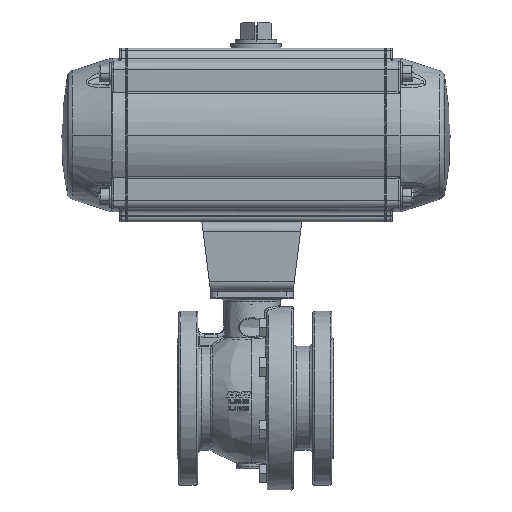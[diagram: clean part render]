
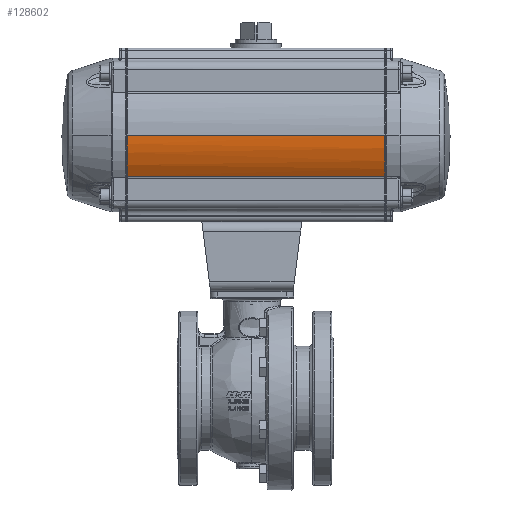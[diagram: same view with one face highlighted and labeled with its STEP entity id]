
A CAD part, front view. The second image highlights one B-rep face of the part: STEP entity #128602.
In plain terms, the highlighted free-form (B-spline) face has degree [2, 1] with [3, 2] control points.
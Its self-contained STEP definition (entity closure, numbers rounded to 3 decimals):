
#119304 = CARTESIAN_POINT ('', (152.841, -77.064, 255.565));
#119305 = VERTEX_POINT ('', #119304);
#119313 = CARTESIAN_POINT ('', (152.841, -90.789, 302.903));
#119314 = VERTEX_POINT ('', #119313);
#119321 = CARTESIAN_POINT ('', (152.841, -90.789, 302.903));
#119322 = CARTESIAN_POINT ('', (152.841, -90.789, 277.244));
#119323 = CARTESIAN_POINT ('', (152.841, -77.064, 255.565));
#119324 = (
   BOUNDED_CURVE ()
   B_SPLINE_CURVE (2, (#119321, #119322, #119323), .UNSPECIFIED., .F., .U.)
   B_SPLINE_CURVE_WITH_KNOTS ((3, 3), (360., 392.337), .UNSPECIFIED.)
   CURVE ()
   GEOMETRIC_REPRESENTATION_ITEM ()
   RATIONAL_B_SPLINE_CURVE ((0.922, 0.922, 1.))
   REPRESENTATION_ITEM ('')
);
#119325 = EDGE_CURVE ('', #119314, #119305, #119324, .T.);
#119769 = CARTESIAN_POINT ('', (-143.159, -90.789, 302.903));
#119770 = VERTEX_POINT ('', #119769);
#119771 = CARTESIAN_POINT ('', (-143.159, -90.789, 302.903));
#119772 = CARTESIAN_POINT ('', (152.841, -90.789, 302.903));
#119773 = B_SPLINE_CURVE_WITH_KNOTS ('', 1, (#119771, #119772), .UNSPECIFIED., .F., .U., (2, 2), (0.083, 0.917), .UNSPECIFIED.);
#119774 = EDGE_CURVE ('', #119770, #119314, #119773, .T.);
#120833 = CARTESIAN_POINT ('', (-143.159, -77.064, 255.565));
#120834 = VERTEX_POINT ('', #120833);
#120840 = CARTESIAN_POINT ('', (-143.159, -77.064, 255.565));
#120841 = CARTESIAN_POINT ('', (-143.159, -90.789, 277.244));
#120842 = CARTESIAN_POINT ('', (-143.159, -90.789, 302.903));
#120843 = (
   BOUNDED_CURVE ()
   B_SPLINE_CURVE (2, (#120840, #120841, #120842), .UNSPECIFIED., .F., .U.)
   B_SPLINE_CURVE_WITH_KNOTS ((3, 3), (327.663, 360.), .UNSPECIFIED.)
   CURVE ()
   GEOMETRIC_REPRESENTATION_ITEM ()
   RATIONAL_B_SPLINE_CURVE ((1., 0.922, 0.922))
   REPRESENTATION_ITEM ('')
);
#120844 = EDGE_CURVE ('', #120834, #119770, #120843, .T.);
#124309 = CARTESIAN_POINT ('', (-143.159, -77.064, 255.565));
#124310 = CARTESIAN_POINT ('', (152.841, -77.064, 255.565));
#124311 = B_SPLINE_CURVE_WITH_KNOTS ('', 1, (#124309, #124310), .UNSPECIFIED., .F., .U., (2, 2), (0., 1.), .UNSPECIFIED.);
#124312 = EDGE_CURVE ('', #120834, #119305, #124311, .T.);
#128589 = ORIENTED_EDGE ('', *, *, #119774, .F.);
#128590 = ORIENTED_EDGE ('', *, *, #120844, .F.);
#128591 = ORIENTED_EDGE ('', *, *, #124312, .T.);
#128592 = ORIENTED_EDGE ('', *, *, #119325, .F.);
#128593 = EDGE_LOOP ('', (#128589, #128590, #128591, #128592));
#128594 = FACE_OUTER_BOUND ('', #128593, .T.);
#128595 = CARTESIAN_POINT ('', (152.841, -77.064, 255.565));
#128596 = CARTESIAN_POINT ('', (-143.159, -77.064, 255.565));
#128597 = CARTESIAN_POINT ('', (152.841, -90.789, 277.244));
#128598 = CARTESIAN_POINT ('', (-143.159, -90.789, 277.244));
#128599 = CARTESIAN_POINT ('', (152.841, -90.789, 302.903));
#128600 = CARTESIAN_POINT ('', (-143.159, -90.789, 302.903));
#128601 = (
   BOUNDED_SURFACE ()
   B_SPLINE_SURFACE (2, 1, ((#128595, #128596), (#128597, #128598), (#128599, #128600)), .UNSPECIFIED., .F., .F., .U.)
   B_SPLINE_SURFACE_WITH_KNOTS ((3, 3), (2, 2), (0.908, 1.), (0.083, 0.917), .UNSPECIFIED.)
   GEOMETRIC_REPRESENTATION_ITEM ()
   RATIONAL_B_SPLINE_SURFACE (((0.864, 0.864), (0.893, 0.893), (1., 1.)))
   REPRESENTATION_ITEM ('')
   SURFACE ()
);
#128602 = ADVANCED_FACE ('', (#128594), #128601, .T.);
